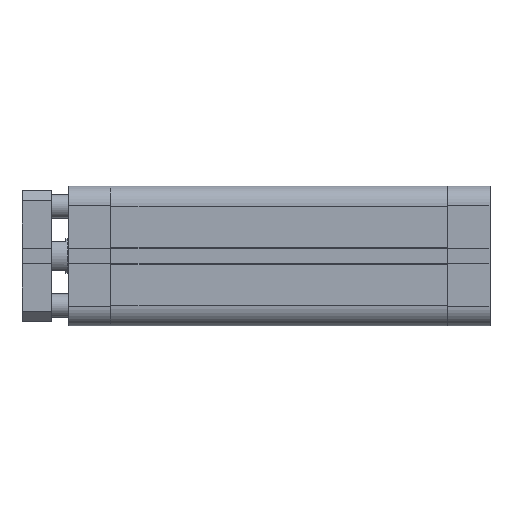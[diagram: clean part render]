
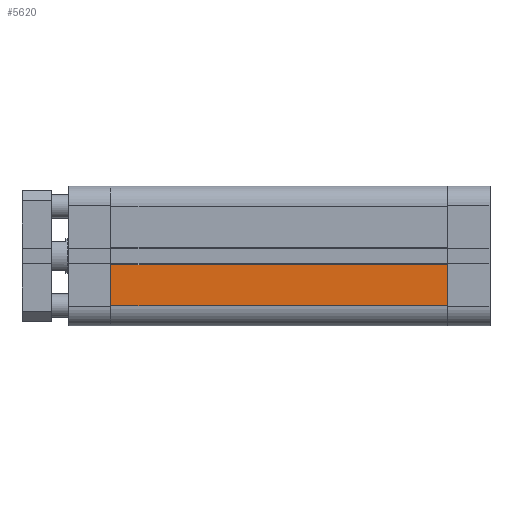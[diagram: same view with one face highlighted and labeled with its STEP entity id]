
A CAD part, front view. The second image highlights one B-rep face of the part: STEP entity #5620.
In plain terms, the highlighted planar face has unit normal (0, -1, 0).
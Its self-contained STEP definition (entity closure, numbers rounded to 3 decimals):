
#290=LINE('',#8768,#822);
#349=LINE('',#9009,#881);
#434=LINE('',#9266,#966);
#435=LINE('',#9268,#967);
#822=VECTOR('',#7091,1000.);
#881=VECTOR('',#7274,1000.);
#966=VECTOR('',#7551,1000.);
#967=VECTOR('',#7554,1000.);
#1240=PLANE('',#6205);
#2476=ORIENTED_EDGE('',*,*,#3326,.T.);
#2477=ORIENTED_EDGE('',*,*,#3569,.F.);
#2478=ORIENTED_EDGE('',*,*,#3446,.F.);
#2479=ORIENTED_EDGE('',*,*,#3570,.T.);
#3326=EDGE_CURVE('',#4033,#4032,#290,.T.);
#3446=EDGE_CURVE('',#4152,#4153,#349,.T.);
#3569=EDGE_CURVE('',#4153,#4032,#434,.T.);
#3570=EDGE_CURVE('',#4152,#4033,#435,.T.);
#4032=VERTEX_POINT('',#8767);
#4033=VERTEX_POINT('',#8769);
#4152=VERTEX_POINT('',#9008);
#4153=VERTEX_POINT('',#9010);
#4838=EDGE_LOOP('',(#2476,#2477,#2478,#2479));
#5266=FACE_BOUND('',#4838,.T.);
#5620=ADVANCED_FACE('',(#5266),#1240,.F.);
#6205=AXIS2_PLACEMENT_3D('',#9267,#7552,#7553);
#7091=DIRECTION('',(0.,0.,-1.));
#7274=DIRECTION('',(0.,0.,-1.));
#7551=DIRECTION('',(-1.,0.,0.));
#7552=DIRECTION('',(0.,1.,0.));
#7553=DIRECTION('',(0.,0.,1.));
#7554=DIRECTION('',(-1.,0.,0.));
#8767=CARTESIAN_POINT('',(-20.,-0.115,7.));
#8768=CARTESIAN_POINT('',(-20.,-0.115,41.));
#8769=CARTESIAN_POINT('',(-20.,-0.115,21.));
#9008=CARTESIAN_POINT('',(95.5,-0.115,21.));
#9009=CARTESIAN_POINT('',(95.5,-0.115,41.));
#9010=CARTESIAN_POINT('',(95.5,-0.115,7.));
#9266=CARTESIAN_POINT('',(95.5,-0.115,7.));
#9267=CARTESIAN_POINT('',(95.5,-0.115,41.));
#9268=CARTESIAN_POINT('',(95.5,-0.115,21.));
